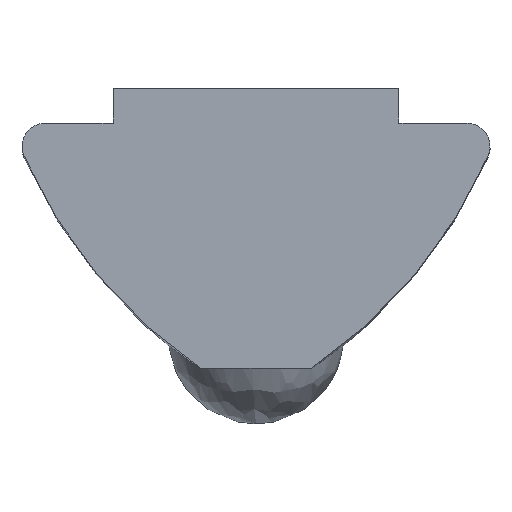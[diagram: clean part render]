
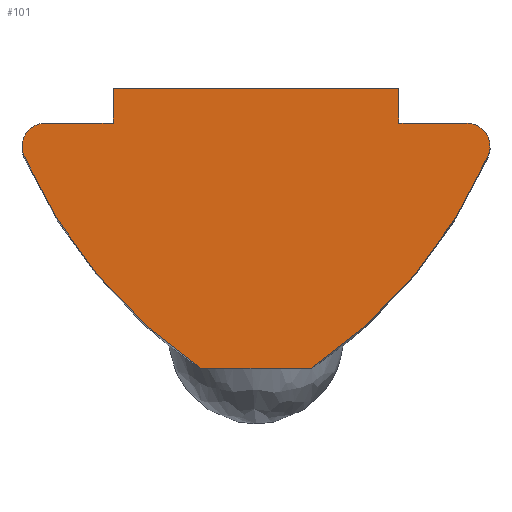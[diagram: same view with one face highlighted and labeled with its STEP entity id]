
A CAD part, top view. The second image highlights one B-rep face of the part: STEP entity #101.
In plain terms, the highlighted planar face has unit normal (0, 0, 1).
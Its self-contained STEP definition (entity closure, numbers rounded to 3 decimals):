
#6 = CIRCLE ( 'NONE', #258, 0.4 ) ;
#9 = ORIENTED_EDGE ( 'NONE', *, *, #179, .T. ) ;
#27 = CIRCLE ( 'NONE', #226, 0.4 ) ;
#32 = VERTEX_POINT ( 'NONE', #87 ) ;
#37 = CARTESIAN_POINT ( 'NONE',  ( -3.979, -0.56, 12. ) ) ;
#48 = CIRCLE ( 'NONE', #638, 8.5 ) ;
#49 = CARTESIAN_POINT ( 'NONE',  ( 2.45, 0.6, 12. ) ) ;
#58 = CARTESIAN_POINT ( 'NONE',  ( -4.012, -0.4, 12. ) ) ;
#60 = DIRECTION ( 'NONE',  ( 0., 0., 1. ) ) ;
#87 = CARTESIAN_POINT ( 'NONE',  ( -3.612, 0., 12. ) ) ;
#95 = AXIS2_PLACEMENT_3D ( 'NONE', #576, #519, #694 ) ;
#101 = ADVANCED_FACE ( 'NONE', ( #716 ), #654, .T. ) ;
#102 = CARTESIAN_POINT ( 'NONE',  ( 2.45, 0., 12. ) ) ;
#103 = DIRECTION ( 'NONE',  ( 0., 0., 1. ) ) ;
#117 = DIRECTION ( 'NONE',  ( 0., -1., 0. ) ) ;
#122 = ORIENTED_EDGE ( 'NONE', *, *, #602, .F. ) ;
#129 = VERTEX_POINT ( 'NONE', #482 ) ;
#132 = CARTESIAN_POINT ( 'NONE',  ( -0.95, -4.2, 12. ) ) ;
#135 = EDGE_CURVE ( 'NONE', #497, #249, #636, .T. ) ;
#153 = CARTESIAN_POINT ( 'NONE',  ( -3.612, -0.4, 12. ) ) ;
#171 = EDGE_CURVE ( 'NONE', #249, #476, #330, .T. ) ;
#179 = EDGE_CURVE ( 'NONE', #435, #497, #183, .T. ) ;
#183 = LINE ( 'NONE', #273, #495 ) ;
#185 = VERTEX_POINT ( 'NONE', #37 ) ;
#186 = VERTEX_POINT ( 'NONE', #537 ) ;
#210 = VECTOR ( 'NONE', #117, 1000. ) ;
#211 = DIRECTION ( 'NONE',  ( 1., 0., 0. ) ) ;
#214 = CARTESIAN_POINT ( 'NONE',  ( -3.612, 0.6, 12. ) ) ;
#218 = LINE ( 'NONE', #626, #395 ) ;
#226 = AXIS2_PLACEMENT_3D ( 'NONE', #153, #538, #645 ) ;
#227 = CIRCLE ( 'NONE', #281, 0.4 ) ;
#235 = CARTESIAN_POINT ( 'NONE',  ( 3.612, 0., 12. ) ) ;
#238 = DIRECTION ( 'NONE',  ( 1., 0., 0. ) ) ;
#239 = ORIENTED_EDGE ( 'NONE', *, *, #272, .F. ) ;
#249 = VERTEX_POINT ( 'NONE', #49 ) ;
#258 = AXIS2_PLACEMENT_3D ( 'NONE', #400, #60, #289 ) ;
#259 = ORIENTED_EDGE ( 'NONE', *, *, #490, .F. ) ;
#264 = DIRECTION ( 'NONE',  ( 0., 1., 0. ) ) ;
#266 = DIRECTION ( 'NONE',  ( -1., 0., 0. ) ) ;
#272 = EDGE_CURVE ( 'NONE', #411, #32, #227, .T. ) ;
#273 = CARTESIAN_POINT ( 'NONE',  ( 3.612, 0., 12. ) ) ;
#281 = AXIS2_PLACEMENT_3D ( 'NONE', #620, #396, #282 ) ;
#282 = DIRECTION ( 'NONE',  ( -1., 0., 0. ) ) ;
#285 = CARTESIAN_POINT ( 'NONE',  ( -2.45, 0.6, 12. ) ) ;
#289 = DIRECTION ( 'NONE',  ( -1., 0., 0. ) ) ;
#293 = ORIENTED_EDGE ( 'NONE', *, *, #407, .T. ) ;
#295 = VERTEX_POINT ( 'NONE', #552 ) ;
#302 = EDGE_CURVE ( 'NONE', #476, #129, #618, .T. ) ;
#308 = CARTESIAN_POINT ( 'NONE',  ( 2.45, 0., 12. ) ) ;
#326 = EDGE_CURVE ( 'NONE', #553, #186, #434, .T. ) ;
#330 = LINE ( 'NONE', #214, #347 ) ;
#332 = ORIENTED_EDGE ( 'NONE', *, *, #171, .T. ) ;
#347 = VECTOR ( 'NONE', #266, 1000. ) ;
#376 = ORIENTED_EDGE ( 'NONE', *, *, #302, .T. ) ;
#381 = DIRECTION ( 'NONE',  ( -1., 0., 0. ) ) ;
#382 = DIRECTION ( 'NONE',  ( -1., 0., 0. ) ) ;
#395 = VECTOR ( 'NONE', #454, 1000. ) ;
#396 = DIRECTION ( 'NONE',  ( 0., 0., -1. ) ) ;
#400 = CARTESIAN_POINT ( 'NONE',  ( 3.612, -0.4, 12. ) ) ;
#403 = ORIENTED_EDGE ( 'NONE', *, *, #326, .T. ) ;
#407 = EDGE_CURVE ( 'NONE', #129, #32, #218, .T. ) ;
#411 = VERTEX_POINT ( 'NONE', #58 ) ;
#434 = LINE ( 'NONE', #555, #690 ) ;
#435 = VERTEX_POINT ( 'NONE', #235 ) ;
#451 = EDGE_CURVE ( 'NONE', #295, #435, #6, .T. ) ;
#454 = DIRECTION ( 'NONE',  ( -1., 0., 0. ) ) ;
#476 = VERTEX_POINT ( 'NONE', #509 ) ;
#478 = CARTESIAN_POINT ( 'NONE',  ( -3.612, -0.4, 12. ) ) ;
#482 = CARTESIAN_POINT ( 'NONE',  ( -2.45, 0., 12. ) ) ;
#485 = EDGE_LOOP ( 'NONE', ( #9, #619, #332, #376, #293, #239, #122, #584, #403, #259, #650 ) ) ;
#486 = CARTESIAN_POINT ( 'NONE',  ( 3.811, 2.842, 12. ) ) ;
#488 = DIRECTION ( 'NONE',  ( 0., 0., 1. ) ) ;
#490 = EDGE_CURVE ( 'NONE', #295, #186, #503, .T. ) ;
#495 = VECTOR ( 'NONE', #381, 1000. ) ;
#497 = VERTEX_POINT ( 'NONE', #308 ) ;
#503 = CIRCLE ( 'NONE', #95, 8.5 ) ;
#509 = CARTESIAN_POINT ( 'NONE',  ( -2.45, 0.6, 12. ) ) ;
#519 = DIRECTION ( 'NONE',  ( 0., 0., -1. ) ) ;
#537 = CARTESIAN_POINT ( 'NONE',  ( 0.95, -4.2, 12. ) ) ;
#538 = DIRECTION ( 'NONE',  ( 0., 0., -1. ) ) ;
#552 = CARTESIAN_POINT ( 'NONE',  ( 3.979, -0.56, 12. ) ) ;
#553 = VERTEX_POINT ( 'NONE', #132 ) ;
#555 = CARTESIAN_POINT ( 'NONE',  ( -0.95, -4.2, 12. ) ) ;
#576 = CARTESIAN_POINT ( 'NONE',  ( -3.811, 2.842, 12. ) ) ;
#584 = ORIENTED_EDGE ( 'NONE', *, *, #725, .T. ) ;
#602 = EDGE_CURVE ( 'NONE', #185, #411, #27, .T. ) ;
#618 = LINE ( 'NONE', #285, #210 ) ;
#619 = ORIENTED_EDGE ( 'NONE', *, *, #135, .T. ) ;
#620 = CARTESIAN_POINT ( 'NONE',  ( -3.612, -0.4, 12. ) ) ;
#626 = CARTESIAN_POINT ( 'NONE',  ( -2.45, 0., 12. ) ) ;
#636 = LINE ( 'NONE', #102, #729 ) ;
#638 = AXIS2_PLACEMENT_3D ( 'NONE', #486, #103, #382 ) ;
#645 = DIRECTION ( 'NONE',  ( -1., 0., 0. ) ) ;
#650 = ORIENTED_EDGE ( 'NONE', *, *, #451, .T. ) ;
#654 = PLANE ( 'NONE',  #735 ) ;
#690 = VECTOR ( 'NONE', #238, 1000. ) ;
#694 = DIRECTION ( 'NONE',  ( -1., 0., 0. ) ) ;
#716 = FACE_OUTER_BOUND ( 'NONE', #485, .T. ) ;
#725 = EDGE_CURVE ( 'NONE', #185, #553, #48, .T. ) ;
#729 = VECTOR ( 'NONE', #264, 1000. ) ;
#735 = AXIS2_PLACEMENT_3D ( 'NONE', #478, #488, #211 ) ;
